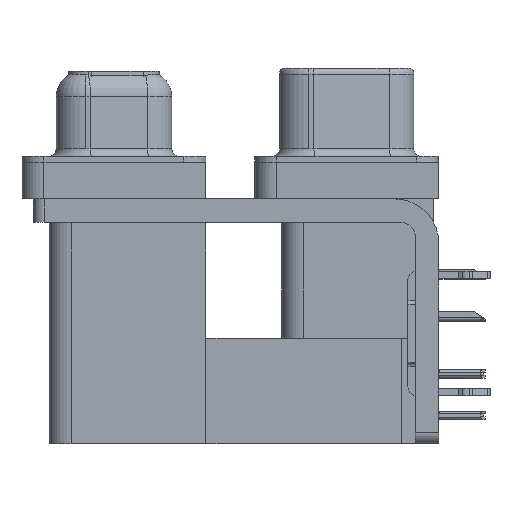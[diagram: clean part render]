
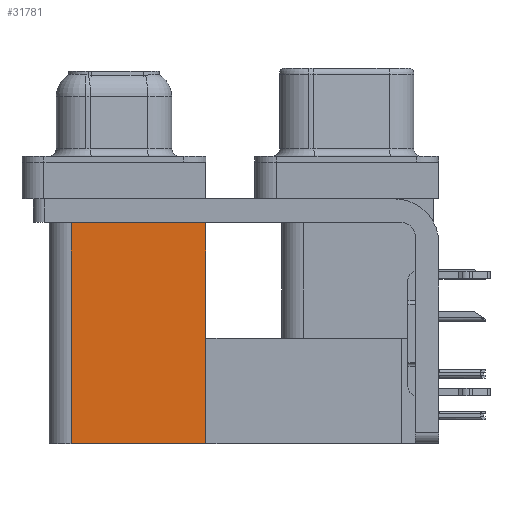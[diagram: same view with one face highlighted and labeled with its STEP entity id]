
A CAD part, left-side view. The second image highlights one B-rep face of the part: STEP entity #31781.
In plain terms, the highlighted planar face has unit normal (-1, 0, 0).
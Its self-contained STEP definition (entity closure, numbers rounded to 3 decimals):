
#787 = LINE ( 'NONE', #14654, #44085 ) ;
#1097 = CARTESIAN_POINT ( 'NONE',  ( 3.765, 18.8, -19.2 ) ) ;
#2155 = DIRECTION ( 'NONE',  ( 0., 1., 0. ) ) ;
#3315 = DIRECTION ( 'NONE',  ( 0., 0., -1. ) ) ;
#7719 = DIRECTION ( 'NONE',  ( 0., 1., 0. ) ) ;
#8240 = ORIENTED_EDGE ( 'NONE', *, *, #30985, .F. ) ;
#8875 = LINE ( 'NONE', #42410, #14340 ) ;
#9483 = DIRECTION ( 'NONE',  ( 0., 0., 1. ) ) ;
#10052 = CARTESIAN_POINT ( 'NONE',  ( 3.765, 9.6, -19.2 ) ) ;
#14340 = VECTOR ( 'NONE', #2155, 1000. ) ;
#14463 = EDGE_CURVE ( 'NONE', #34162, #39400, #8875, .T. ) ;
#14654 = CARTESIAN_POINT ( 'NONE',  ( 3.765, 9.6, -19.2 ) ) ;
#15382 = CARTESIAN_POINT ( 'NONE',  ( 3.765, 18.8, -2.5 ) ) ;
#19475 = VERTEX_POINT ( 'NONE', #1097 ) ;
#20770 = ORIENTED_EDGE ( 'NONE', *, *, #14463, .T. ) ;
#22664 = VECTOR ( 'NONE', #7719, 1000. ) ;
#24122 = FACE_OUTER_BOUND ( 'NONE', #36022, .T. ) ;
#28504 = DIRECTION ( 'NONE',  ( 0., 0., 1. ) ) ;
#28716 = CARTESIAN_POINT ( 'NONE',  ( 3.765, 9.6, -19.2 ) ) ;
#29502 = EDGE_CURVE ( 'NONE', #41691, #34162, #787, .T. ) ;
#29623 = EDGE_CURVE ( 'NONE', #41691, #19475, #35645, .T. ) ;
#29869 = VECTOR ( 'NONE', #9483, 1000. ) ;
#30301 = DIRECTION ( 'NONE',  ( 1., 0., 0. ) ) ;
#30688 = AXIS2_PLACEMENT_3D ( 'NONE', #10052, #30301, #3315 ) ;
#30985 = EDGE_CURVE ( 'NONE', #19475, #39400, #43464, .T. ) ;
#31409 = CARTESIAN_POINT ( 'NONE',  ( 3.765, 9.6, -19.2 ) ) ;
#31781 = ADVANCED_FACE ( 'NONE', ( #24122 ), #37540, .F. ) ;
#34162 = VERTEX_POINT ( 'NONE', #37117 ) ;
#35645 = LINE ( 'NONE', #28716, #22664 ) ;
#36022 = EDGE_LOOP ( 'NONE', ( #20770, #8240, #40309, #41851 ) ) ;
#37117 = CARTESIAN_POINT ( 'NONE',  ( 3.765, 9.6, -2.5 ) ) ;
#37540 = PLANE ( 'NONE',  #30688 ) ;
#39400 = VERTEX_POINT ( 'NONE', #15382 ) ;
#40114 = CARTESIAN_POINT ( 'NONE',  ( 3.765, 18.8, -19.2 ) ) ;
#40309 = ORIENTED_EDGE ( 'NONE', *, *, #29623, .F. ) ;
#41691 = VERTEX_POINT ( 'NONE', #31409 ) ;
#41851 = ORIENTED_EDGE ( 'NONE', *, *, #29502, .T. ) ;
#42410 = CARTESIAN_POINT ( 'NONE',  ( 3.765, 9.6, -2.5 ) ) ;
#43464 = LINE ( 'NONE', #40114, #29869 ) ;
#44085 = VECTOR ( 'NONE', #28504, 1000. ) ;
